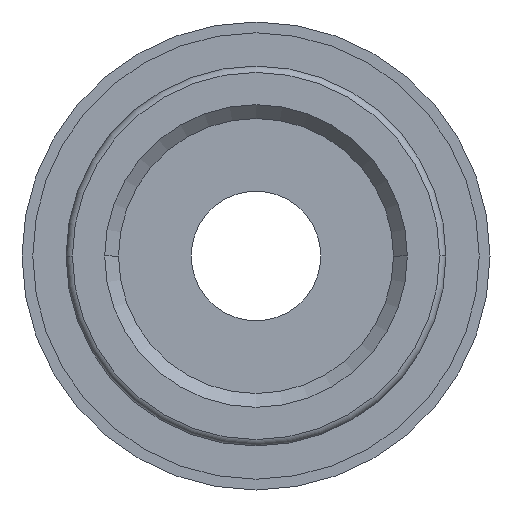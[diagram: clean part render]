
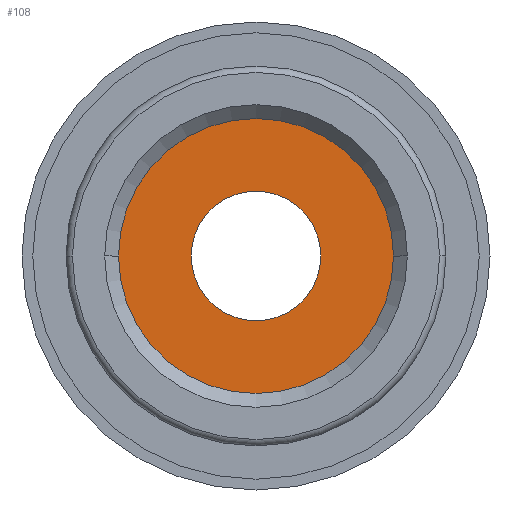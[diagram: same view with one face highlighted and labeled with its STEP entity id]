
A CAD part, front view. The second image highlights one B-rep face of the part: STEP entity #108.
In plain terms, the highlighted planar face has unit normal (0, -1, 0).
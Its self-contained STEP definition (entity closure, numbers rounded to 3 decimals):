
#108=ADVANCED_FACE('',(#253,#254),#255,.F.);
#253=FACE_BOUND('',#436,.T.);
#254=FACE_OUTER_BOUND('',#437,.T.);
#255=PLANE('',#438);
#436=EDGE_LOOP('',(#683,#684));
#437=EDGE_LOOP('',(#685,#686));
#438=AXIS2_PLACEMENT_3D('',#687,#688,#689);
#683=ORIENTED_EDGE('',*,*,#1065,.T.);
#684=ORIENTED_EDGE('',*,*,#1066,.T.);
#685=ORIENTED_EDGE('',*,*,#1067,.F.);
#686=ORIENTED_EDGE('',*,*,#1068,.F.);
#687=CARTESIAN_POINT('',(7.025,28.0,0.0));
#688=DIRECTION('',(0.,1.0,0.0));
#689=DIRECTION('',(1.0,0.,0.0));
#1065=EDGE_CURVE('',#1275,#1276,#1277,.T.);
#1066=EDGE_CURVE('',#1276,#1275,#1278,.T.);
#1067=EDGE_CURVE('',#1279,#1280,#1281,.T.);
#1068=EDGE_CURVE('',#1280,#1279,#1282,.T.);
#1275=VERTEX_POINT('',#1521);
#1276=VERTEX_POINT('',#1522);
#1277=CIRCLE('',#1523,4.5);
#1278=CIRCLE('',#1524,4.5);
#1279=VERTEX_POINT('',#1525);
#1280=VERTEX_POINT('',#1526);
#1281=CIRCLE('',#1527,9.55);
#1282=CIRCLE('',#1528,9.55);
#1521=CARTESIAN_POINT('',(4.5,28.0,0.0));
#1522=CARTESIAN_POINT('',(-4.5,28.0,0.));
#1523=AXIS2_PLACEMENT_3D('',#1785,#1786,#1787);
#1524=AXIS2_PLACEMENT_3D('',#1788,#1789,#1790);
#1525=CARTESIAN_POINT('',(9.55,28.0,0.0));
#1526=CARTESIAN_POINT('',(-9.55,28.0,0.));
#1527=AXIS2_PLACEMENT_3D('',#1791,#1792,#1793);
#1528=AXIS2_PLACEMENT_3D('',#1794,#1795,#1796);
#1785=CARTESIAN_POINT('',(0.0,28.0,0.0));
#1786=DIRECTION('',(-0.0,1.0,0.0));
#1787=DIRECTION('',(1.0,0.0,0.0));
#1788=CARTESIAN_POINT('',(0.0,28.0,0.0));
#1789=DIRECTION('',(-0.0,1.0,0.0));
#1790=DIRECTION('',(1.0,0.0,0.0));
#1791=CARTESIAN_POINT('',(0.0,28.0,0.0));
#1792=DIRECTION('',(-0.0,1.0,0.0));
#1793=DIRECTION('',(1.0,0.0,0.0));
#1794=CARTESIAN_POINT('',(0.0,28.0,0.0));
#1795=DIRECTION('',(-0.0,1.0,0.0));
#1796=DIRECTION('',(1.0,0.0,0.0));
